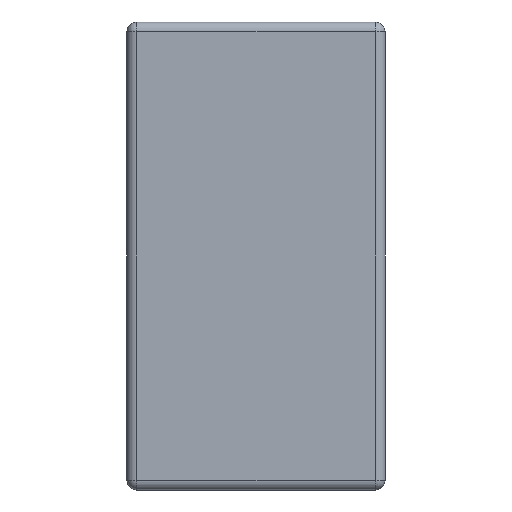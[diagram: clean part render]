
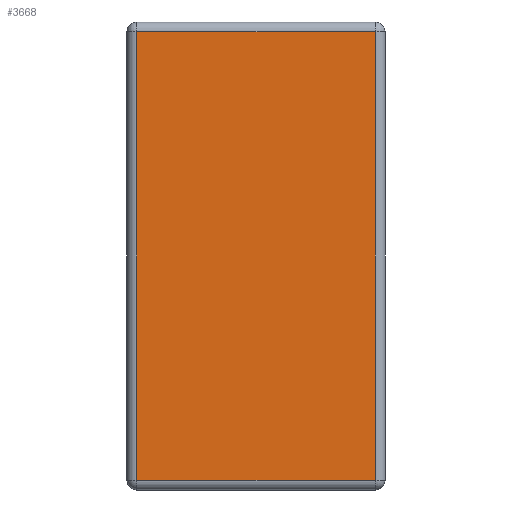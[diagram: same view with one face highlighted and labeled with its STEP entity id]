
A CAD part, left-side view. The second image highlights one B-rep face of the part: STEP entity #3668.
In plain terms, the highlighted planar face has unit normal (-1, 0, 0).
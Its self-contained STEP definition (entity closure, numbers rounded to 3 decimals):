
#25 = LINE ( 'NONE', #1261, #4301 ) ;
#79 = DIRECTION ( 'NONE',  ( 0., 0., 1. ) ) ;
#92 = PLANE ( 'NONE',  #3250 ) ;
#248 = CARTESIAN_POINT ( 'NONE',  ( 0., 0.77, -1.42 ) ) ;
#278 = EDGE_CURVE ( 'NONE', #3793, #4103, #3477, .T. ) ;
#408 = EDGE_CURVE ( 'NONE', #4103, #2792, #25, .T. ) ;
#716 = CARTESIAN_POINT ( 'NONE',  ( 0., 0.03, -0.03 ) ) ;
#905 = EDGE_LOOP ( 'NONE', ( #2674, #3131, #4332, #3827 ) ) ;
#994 = CARTESIAN_POINT ( 'NONE',  ( 0., 0.77, -0.03 ) ) ;
#1110 = EDGE_CURVE ( 'NONE', #2792, #4128, #1518, .T. ) ;
#1261 = CARTESIAN_POINT ( 'NONE',  ( 0., 0.77, -1.45 ) ) ;
#1306 = VECTOR ( 'NONE', #2998, 1000. ) ;
#1518 = LINE ( 'NONE', #2072, #3704 ) ;
#1638 = FACE_OUTER_BOUND ( 'NONE', #905, .T. ) ;
#1979 = DIRECTION ( 'NONE',  ( -1., 0., 0. ) ) ;
#2072 = CARTESIAN_POINT ( 'NONE',  ( 0., 0., -1.42 ) ) ;
#2622 = CARTESIAN_POINT ( 'NONE',  ( 0., 0.8, -0.03 ) ) ;
#2674 = ORIENTED_EDGE ( 'NONE', *, *, #1110, .T. ) ;
#2675 = CARTESIAN_POINT ( 'NONE',  ( 0., 0.03, 0. ) ) ;
#2725 = DIRECTION ( 'NONE',  ( 0., 0., -1. ) ) ;
#2792 = VERTEX_POINT ( 'NONE', #248 ) ;
#2800 = DIRECTION ( 'NONE',  ( 0., -1., 0. ) ) ;
#2893 = CARTESIAN_POINT ( 'NONE',  ( 0., 0.03, -1.42 ) ) ;
#2998 = DIRECTION ( 'NONE',  ( 0., 1., 0. ) ) ;
#3131 = ORIENTED_EDGE ( 'NONE', *, *, #3160, .T. ) ;
#3160 = EDGE_CURVE ( 'NONE', #4128, #3793, #4449, .T. ) ;
#3250 = AXIS2_PLACEMENT_3D ( 'NONE', #4183, #1979, #79 ) ;
#3348 = VECTOR ( 'NONE', #4121, 1000. ) ;
#3477 = LINE ( 'NONE', #2622, #1306 ) ;
#3668 = ADVANCED_FACE ( 'NONE', ( #1638 ), #92, .T. ) ;
#3704 = VECTOR ( 'NONE', #2800, 1000. ) ;
#3793 = VERTEX_POINT ( 'NONE', #716 ) ;
#3827 = ORIENTED_EDGE ( 'NONE', *, *, #408, .T. ) ;
#4103 = VERTEX_POINT ( 'NONE', #994 ) ;
#4121 = DIRECTION ( 'NONE',  ( 0., 0., 1. ) ) ;
#4128 = VERTEX_POINT ( 'NONE', #2893 ) ;
#4183 = CARTESIAN_POINT ( 'NONE',  ( 0., 0., 0. ) ) ;
#4301 = VECTOR ( 'NONE', #2725, 1000. ) ;
#4332 = ORIENTED_EDGE ( 'NONE', *, *, #278, .T. ) ;
#4449 = LINE ( 'NONE', #2675, #3348 ) ;
